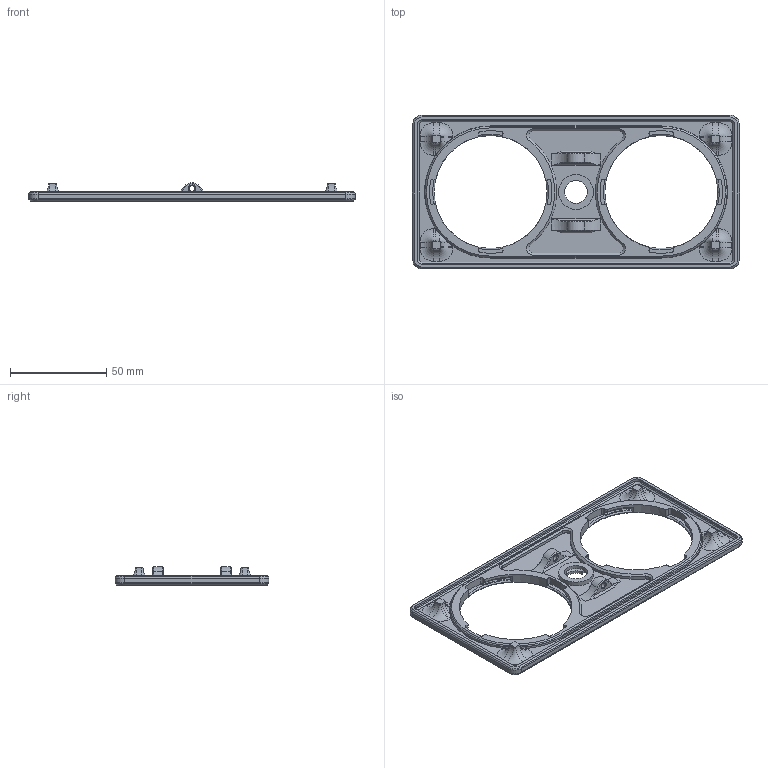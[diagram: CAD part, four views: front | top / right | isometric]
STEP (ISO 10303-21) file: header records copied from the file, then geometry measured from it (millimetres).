
FILE_DESCRIPTION(/* description */ (''),/* implementation_level */ '2;1');
FILE_NAME(/* name */ 'ORS_Top_Piece_Cotter_Pin v9.step',/* time_stamp */ '2024-08-07T15:19:59-07:00',/* author */ (''),/* organization */ (''),/* preprocessor_version */ 'ST-DEVELOPER v20',/* originating_system */ 'Autodesk Translation Framework v13.14.0.145',/* authorisation */ '');
FILE_SCHEMA (('AUTOMOTIVE_DESIGN { 1 0 10303 214 3 1 1 }'));
Length unit declared in the file: millimetre
Products named in the file (1): ORS_Top_Piece_Cotter_Pin
Bounding box: 170 x 80 x 9.5 mm (x, y, z)
Volume: 29451 mm3; surface area: 23296.6 mm2
Topology: 1 solids, 1 shells, 394 faces, 1062 edges, 676 vertices
Faces by surface type: cylinder 174, plane 130, cone 46, torus 44
Full cylindrical faces by diameter (mm): 3 x2, 12 x1, 18 x1, 58.7 x2
Entity records: 13111 total; most frequent: CARTESIAN_POINT 3141, DIRECTION 2128, ORIENTED_EDGE 2124, EDGE_CURVE 1062, AXIS2_PLACEMENT_3D 839, VERTEX_POINT 676, LINE 450, VECTOR 450
